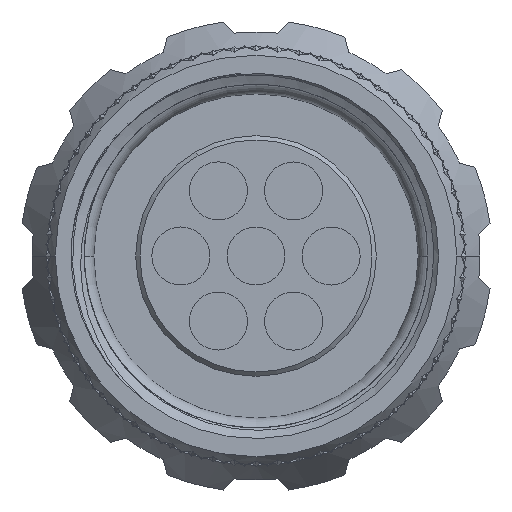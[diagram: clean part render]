
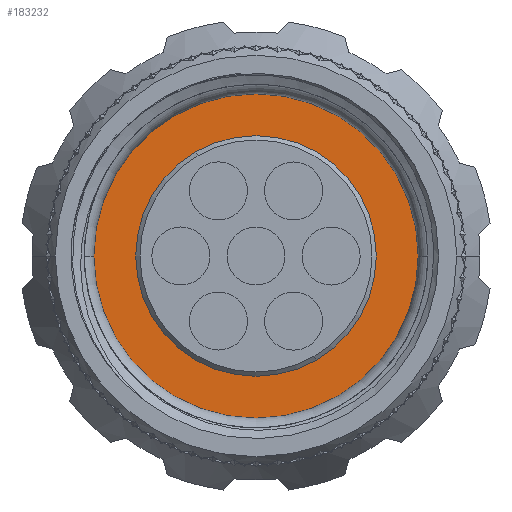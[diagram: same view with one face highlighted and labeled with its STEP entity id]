
A CAD part, left-side view. The second image highlights one B-rep face of the part: STEP entity #183232.
In plain terms, the highlighted planar face has unit normal (-1, 0, 0).
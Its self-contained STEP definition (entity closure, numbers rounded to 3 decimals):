
#46549=CARTESIAN_POINT('',(8.26,0.,0.));
#46550=DIRECTION('',(1.,0.,0.));
#46551=DIRECTION('',(0.,1.,0.));
#46552=AXIS2_PLACEMENT_3D('',#46549,#46550,#46551);
#46554=CARTESIAN_POINT('',(8.26,0.,0.));
#46555=DIRECTION('',(1.,0.,0.));
#46556=DIRECTION('',(0.,-1.,0.));
#46557=AXIS2_PLACEMENT_3D('',#46554,#46555,#46556);
#46582=CARTESIAN_POINT('',(8.26,0.,0.));
#46583=DIRECTION('',(-1.,0.,0.));
#46584=DIRECTION('',(0.,-0.5,-0.866));
#46585=AXIS2_PLACEMENT_3D('',#46582,#46583,#46584);
#46587=CARTESIAN_POINT('',(8.26,0.,0.));
#46588=DIRECTION('',(-1.,0.,0.));
#46589=DIRECTION('',(0.,0.5,0.866));
#46590=AXIS2_PLACEMENT_3D('',#46587,#46588,#46589);
#51967=CARTESIAN_POINT('',(8.26,7.625,0.));
#51968=CARTESIAN_POINT('',(8.26,-7.625,0.));
#51969=VERTEX_POINT('',#51967);
#51970=VERTEX_POINT('',#51968);
#52029=CARTESIAN_POINT('',(8.26,-2.8,-4.85));
#52030=CARTESIAN_POINT('',(8.26,2.8,4.85));
#52031=VERTEX_POINT('',#52029);
#52032=VERTEX_POINT('',#52030);
#183216=CARTESIAN_POINT('',(8.26,0.,0.));
#183217=DIRECTION('',(-1.,0.,0.));
#183218=DIRECTION('',(0.,1.,0.));
#183219=AXIS2_PLACEMENT_3D('',#183216,#183217,#183218);
#183220=PLANE('16619',#183219);
#183221=ORIENTED_EDGE('16663',*,*,#183199,.T.);
#183223=ORIENTED_EDGE('16667',*,*,#183222,.T.);
#183224=EDGE_LOOP('16619',(#183221,#183223));
#183225=FACE_OUTER_BOUND('16619',#183224,.F.);
#183227=ORIENTED_EDGE('16695',*,*,#183226,.T.);
#183229=ORIENTED_EDGE('16696',*,*,#183228,.T.);
#183230=EDGE_LOOP('16619',(#183227,#183229));
#183231=FACE_BOUND('16619',#183230,.F.);
#46553=CIRCLE('16663',#46552,7.625);
#46558=CIRCLE('16667',#46557,7.625);
#46586=CIRCLE('16695',#46585,5.6);
#46591=CIRCLE('16696',#46590,5.6);
#183199=EDGE_CURVE('16663',#51969,#51970,#46553,.T.);
#183222=EDGE_CURVE('16667',#51970,#51969,#46558,.T.);
#183226=EDGE_CURVE('16695',#52031,#52032,#46586,.T.);
#183228=EDGE_CURVE('16696',#52032,#52031,#46591,.T.);
#183232=ADVANCED_FACE('16619',(#183225,#183231),#183220,.T.);
